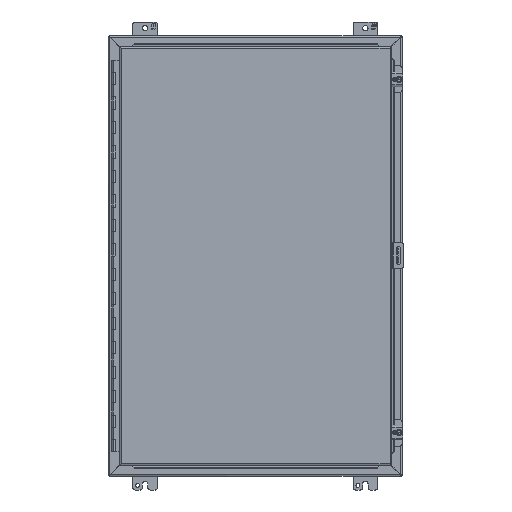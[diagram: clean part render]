
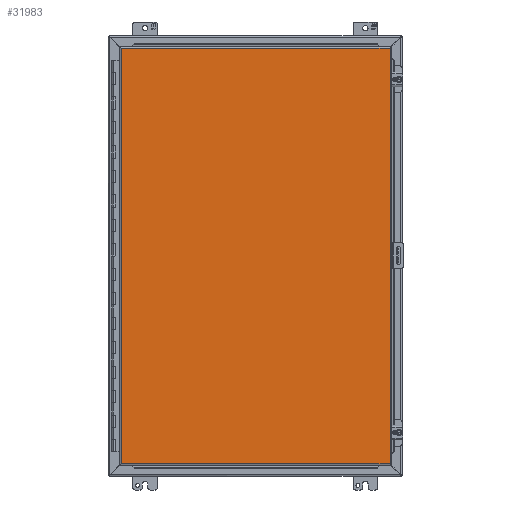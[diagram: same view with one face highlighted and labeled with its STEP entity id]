
A CAD part, front view. The second image highlights one B-rep face of the part: STEP entity #31983.
In plain terms, the highlighted planar face has unit normal (0, -1, 0).
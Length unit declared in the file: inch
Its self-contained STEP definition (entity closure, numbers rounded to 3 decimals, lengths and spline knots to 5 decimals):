
#162 = CARTESIAN_POINT ( 'NONE',  ( -10.955, -7.185, -16.9945 ) ) ;
#1142 = EDGE_CURVE ( 'NONE', #5787, #10748, #13940, .T. ) ;
#1218 = FACE_OUTER_BOUND ( 'NONE', #41866, .T. ) ;
#3837 = DIRECTION ( 'NONE',  ( 0., 0., -1. ) ) ;
#4934 = DIRECTION ( 'NONE',  ( 1., 0., 0. ) ) ;
#5787 = VERTEX_POINT ( 'NONE', #7839 ) ;
#6450 = CARTESIAN_POINT ( 'NONE',  ( 11.017, -7.185, -16.9945 ) ) ;
#6634 = DIRECTION ( 'NONE',  ( -1., 0., 0. ) ) ;
#6847 = CARTESIAN_POINT ( 'NONE',  ( 11.017, -7.185, -16.9945 ) ) ;
#7493 = ORIENTED_EDGE ( 'NONE', *, *, #27323, .F. ) ;
#7839 = CARTESIAN_POINT ( 'NONE',  ( 11.017, -7.185, 16.9945 ) ) ;
#8189 = LINE ( 'NONE', #34719, #14709 ) ;
#9681 = LINE ( 'NONE', #6847, #14639 ) ;
#10748 = VERTEX_POINT ( 'NONE', #6450 ) ;
#13814 = DIRECTION ( 'NONE',  ( 0., -1., 0. ) ) ;
#13940 = LINE ( 'NONE', #26989, #22226 ) ;
#14473 = CARTESIAN_POINT ( 'NONE',  ( -10.955, -7.185, -16.9945 ) ) ;
#14639 = VECTOR ( 'NONE', #6634, 39.37008 ) ;
#14709 = VECTOR ( 'NONE', #4934, 39.37008 ) ;
#19187 = ORIENTED_EDGE ( 'NONE', *, *, #1142, .F. ) ;
#19823 = DIRECTION ( 'NONE',  ( 0., 0., -1. ) ) ;
#20179 = ORIENTED_EDGE ( 'NONE', *, *, #21412, .F. ) ;
#20548 = CARTESIAN_POINT ( 'NONE',  ( -10.955, -7.185, -16.9945 ) ) ;
#21412 = EDGE_CURVE ( 'NONE', #39234, #24024, #39285, .T. ) ;
#22226 = VECTOR ( 'NONE', #19823, 39.37008 ) ;
#22581 = DIRECTION ( 'NONE',  ( 0., 0., 1. ) ) ;
#24024 = VERTEX_POINT ( 'NONE', #37773 ) ;
#26418 = EDGE_CURVE ( 'NONE', #10748, #39234, #9681, .T. ) ;
#26989 = CARTESIAN_POINT ( 'NONE',  ( 11.017, -7.185, 16.9945 ) ) ;
#27323 = EDGE_CURVE ( 'NONE', #24024, #5787, #8189, .T. ) ;
#31983 = ADVANCED_FACE ( 'NONE', ( #1218 ), #33621, .T. ) ;
#33621 = PLANE ( 'NONE',  #39909 ) ;
#34719 = CARTESIAN_POINT ( 'NONE',  ( -10.955, -7.185, 16.9945 ) ) ;
#37773 = CARTESIAN_POINT ( 'NONE',  ( -10.955, -7.185, 16.9945 ) ) ;
#39234 = VERTEX_POINT ( 'NONE', #20548 ) ;
#39285 = LINE ( 'NONE', #162, #41663 ) ;
#39909 = AXIS2_PLACEMENT_3D ( 'NONE', #14473, #13814, #3837 ) ;
#40041 = ORIENTED_EDGE ( 'NONE', *, *, #26418, .F. ) ;
#41663 = VECTOR ( 'NONE', #22581, 39.37008 ) ;
#41866 = EDGE_LOOP ( 'NONE', ( #19187, #7493, #20179, #40041 ) ) ;
